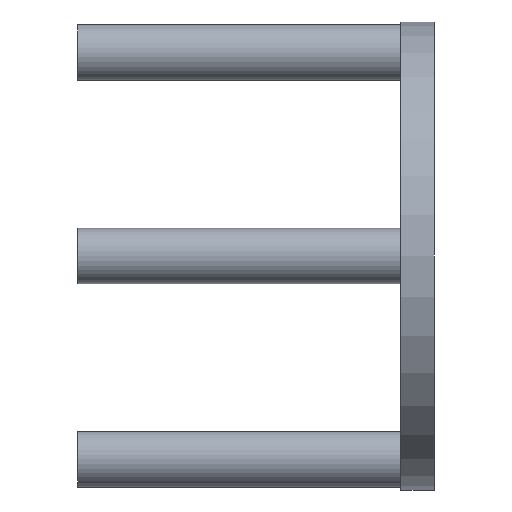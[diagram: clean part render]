
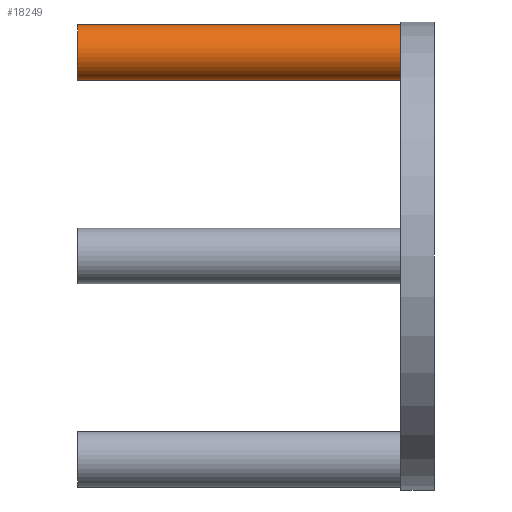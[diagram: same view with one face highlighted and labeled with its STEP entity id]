
A CAD part, left-side view. The second image highlights one B-rep face of the part: STEP entity #18249.
In plain terms, the highlighted face is a revolution surface.
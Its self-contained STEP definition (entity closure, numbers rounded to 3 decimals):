
#18249 = ADVANCED_FACE('',(#18250),#18265,.T.);
#18250 = FACE_BOUND('',#18251,.T.);
#18251 = EDGE_LOOP('',(#18252,#18278,#18293,#18309));
#18252 = ORIENTED_EDGE('',*,*,#18253,.F.);
#18253 = EDGE_CURVE('',#18254,#18256,#18258,.T.);
#18254 = VERTEX_POINT('',#18255);
#18255 = CARTESIAN_POINT('',(0.,3.,15.75));
#18256 = VERTEX_POINT('',#18257);
#18257 = CARTESIAN_POINT('',(0.,3.,20.75));
#18258 = SURFACE_CURVE('',#18259,(#18264),.PCURVE_S1.);
#18259 = CIRCLE('',#18260,2.5);
#18260 = AXIS2_PLACEMENT_3D('',#18261,#18262,#18263);
#18261 = CARTESIAN_POINT('',(0.,3.,18.25));
#18262 = DIRECTION('',(0.,1.,0.));
#18263 = DIRECTION('',(0.,0.,-1.));
#18264 = PCURVE('',#18265,#18273);
#18265 = SURFACE_OF_REVOLUTION('',#18266,#18270);
#18266 = LINE('',#18267,#18268);
#18267 = CARTESIAN_POINT('',(0.,32.,15.75));
#18268 = VECTOR('',#18269,1.);
#18269 = DIRECTION('',(0.,-1.,0.));
#18270 = AXIS1_PLACEMENT('',#18271,#18272);
#18271 = CARTESIAN_POINT('',(0.,32.,18.25));
#18272 = DIRECTION('',(0.,1.,0.));
#18273 = DEFINITIONAL_REPRESENTATION('',(#18274),#18277);
#18274 = B_SPLINE_CURVE_WITH_KNOTS('',1,(#18275,#18276),.UNSPECIFIED.,
  .F.,.F.,(2,2),(0.,3.142),
  .PIECEWISE_BEZIER_KNOTS.);
#18275 = CARTESIAN_POINT('',(0.,29.));
#18276 = CARTESIAN_POINT('',(3.142,29.));
#18277 = ( GEOMETRIC_REPRESENTATION_CONTEXT(2) 
PARAMETRIC_REPRESENTATION_CONTEXT() REPRESENTATION_CONTEXT('2D SPACE',''
  ) );
#18278 = ORIENTED_EDGE('',*,*,#18279,.F.);
#18279 = EDGE_CURVE('',#18280,#18254,#18282,.T.);
#18280 = VERTEX_POINT('',#18281);
#18281 = CARTESIAN_POINT('',(0.,32.,15.75));
#18282 = SURFACE_CURVE('',#18283,(#18287),.PCURVE_S1.);
#18283 = LINE('',#18284,#18285);
#18284 = CARTESIAN_POINT('',(0.,32.,15.75));
#18285 = VECTOR('',#18286,1.);
#18286 = DIRECTION('',(0.,-1.,0.));
#18287 = PCURVE('',#18265,#18288);
#18288 = DEFINITIONAL_REPRESENTATION('',(#18289),#18292);
#18289 = B_SPLINE_CURVE_WITH_KNOTS('',1,(#18290,#18291),.UNSPECIFIED.,
  .F.,.F.,(2,2),(0.,29.),.PIECEWISE_BEZIER_KNOTS.);
#18290 = CARTESIAN_POINT('',(0.,0.));
#18291 = CARTESIAN_POINT('',(0.,29.));
#18292 = ( GEOMETRIC_REPRESENTATION_CONTEXT(2) 
PARAMETRIC_REPRESENTATION_CONTEXT() REPRESENTATION_CONTEXT('2D SPACE',''
  ) );
#18293 = ORIENTED_EDGE('',*,*,#18294,.F.);
#18294 = EDGE_CURVE('',#18295,#18280,#18297,.T.);
#18295 = VERTEX_POINT('',#18296);
#18296 = CARTESIAN_POINT('',(0.,32.,20.75));
#18297 = SURFACE_CURVE('',#18298,(#18303),.PCURVE_S1.);
#18298 = CIRCLE('',#18299,2.5);
#18299 = AXIS2_PLACEMENT_3D('',#18300,#18301,#18302);
#18300 = CARTESIAN_POINT('',(0.,32.,18.25));
#18301 = DIRECTION('',(0.,-1.,0.));
#18302 = DIRECTION('',(0.,0.,1.));
#18303 = PCURVE('',#18265,#18304);
#18304 = DEFINITIONAL_REPRESENTATION('',(#18305),#18308);
#18305 = B_SPLINE_CURVE_WITH_KNOTS('',1,(#18306,#18307),.UNSPECIFIED.,
  .F.,.F.,(2,2),(0.,3.142),
  .PIECEWISE_BEZIER_KNOTS.);
#18306 = CARTESIAN_POINT('',(3.142,0.));
#18307 = CARTESIAN_POINT('',(0.,0.));
#18308 = ( GEOMETRIC_REPRESENTATION_CONTEXT(2) 
PARAMETRIC_REPRESENTATION_CONTEXT() REPRESENTATION_CONTEXT('2D SPACE',''
  ) );
#18309 = ORIENTED_EDGE('',*,*,#18310,.F.);
#18310 = EDGE_CURVE('',#18256,#18295,#18311,.T.);
#18311 = SURFACE_CURVE('',#18312,(#18316),.PCURVE_S1.);
#18312 = LINE('',#18313,#18314);
#18313 = CARTESIAN_POINT('',(0.,3.,20.75));
#18314 = VECTOR('',#18315,1.);
#18315 = DIRECTION('',(0.,1.,0.));
#18316 = PCURVE('',#18265,#18317);
#18317 = DEFINITIONAL_REPRESENTATION('',(#18318),#18321);
#18318 = B_SPLINE_CURVE_WITH_KNOTS('',1,(#18319,#18320),.UNSPECIFIED.,
  .F.,.F.,(2,2),(0.,29.),.PIECEWISE_BEZIER_KNOTS.);
#18319 = CARTESIAN_POINT('',(3.142,29.));
#18320 = CARTESIAN_POINT('',(3.142,0.));
#18321 = ( GEOMETRIC_REPRESENTATION_CONTEXT(2) 
PARAMETRIC_REPRESENTATION_CONTEXT() REPRESENTATION_CONTEXT('2D SPACE',''
  ) );
